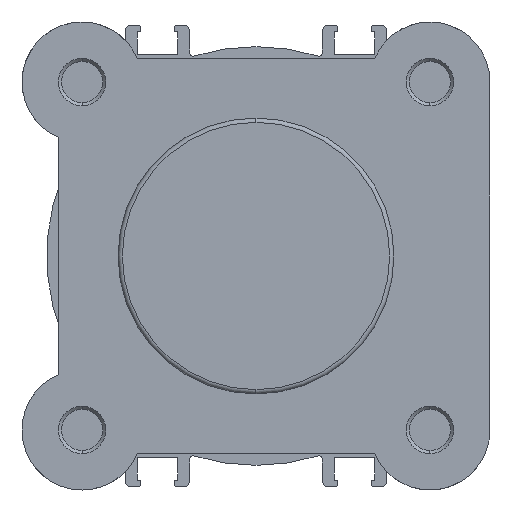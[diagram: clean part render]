
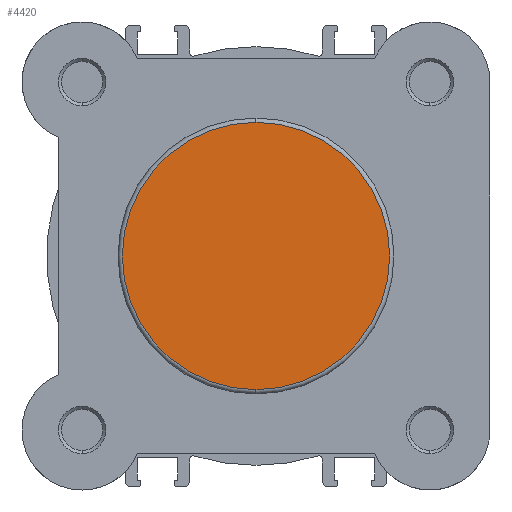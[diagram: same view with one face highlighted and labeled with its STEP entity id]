
A CAD part, left-side view. The second image highlights one B-rep face of the part: STEP entity #4420.
In plain terms, the highlighted planar face has unit normal (-1, 0, 0).
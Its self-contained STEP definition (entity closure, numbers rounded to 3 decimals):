
#106 = EDGE_CURVE ( 'NONE', #2993, #2956, #4804, .T. ) ;
#157 = EDGE_CURVE ( 'NONE', #2956, #2993, #4876, .T. ) ;
#346 = AXIS2_PLACEMENT_3D ( 'NONE', #6509, #6510, #6511 ) ;
#374 = AXIS2_PLACEMENT_3D ( 'NONE', #6632, #6639, #6640 ) ;
#621 = AXIS2_PLACEMENT_3D ( 'NONE', #1328, #1331, #1332 ) ;
#1328 = CARTESIAN_POINT ( 'NONE',  ( 0., 22.4, 0. ) ) ;
#1329 = PLANE ( 'NONE',  #621 ) ;
#1331 = DIRECTION ( 'NONE',  ( 1., 0., 0. ) ) ;
#1332 = DIRECTION ( 'NONE',  ( 0., 0., -1. ) ) ;
#2956 = VERTEX_POINT ( 'NONE', #7325 ) ;
#2993 = VERTEX_POINT ( 'NONE', #7361 ) ;
#3557 = EDGE_LOOP ( 'NONE', ( #6227, #6226 ) ) ;
#4420 = ADVANCED_FACE ( 'NONE', ( #5398 ), #1329, .F. ) ;
#4804 = CIRCLE ( 'NONE', #346, 21.7 ) ;
#4876 = CIRCLE ( 'NONE', #374, 21.7 ) ;
#5398 = FACE_OUTER_BOUND ( 'NONE', #3557, .T. ) ;
#6226 = ORIENTED_EDGE ( 'NONE', *, *, #106, .T. ) ;
#6227 = ORIENTED_EDGE ( 'NONE', *, *, #157, .T. ) ;
#6509 = CARTESIAN_POINT ( 'NONE',  ( 0., 0., 0. ) ) ;
#6510 = DIRECTION ( 'NONE',  ( -1., 0., 0. ) ) ;
#6511 = DIRECTION ( 'NONE',  ( 0., 0., -1. ) ) ;
#6632 = CARTESIAN_POINT ( 'NONE',  ( 0., 0., 0. ) ) ;
#6639 = DIRECTION ( 'NONE',  ( -1., 0., 0. ) ) ;
#6640 = DIRECTION ( 'NONE',  ( 0., 0., -1. ) ) ;
#7325 = CARTESIAN_POINT ( 'NONE',  ( 0., 0., -21.7 ) ) ;
#7361 = CARTESIAN_POINT ( 'NONE',  ( 0., 0., 21.7 ) ) ;
